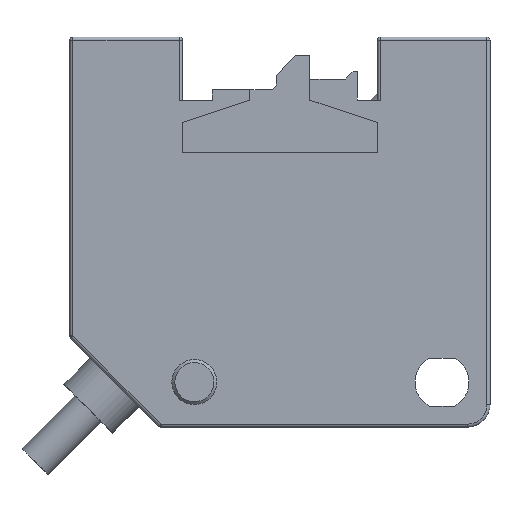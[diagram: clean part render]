
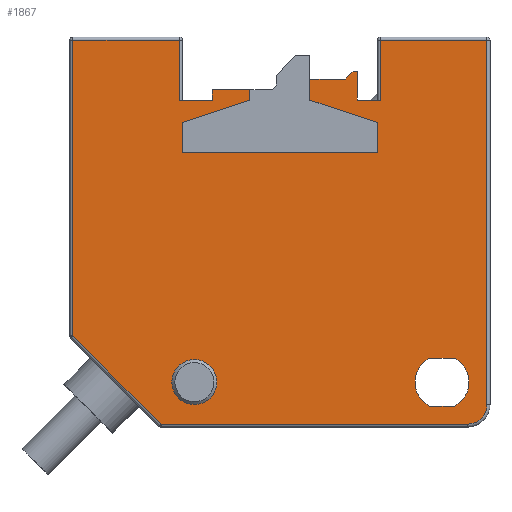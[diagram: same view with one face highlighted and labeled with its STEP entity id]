
A CAD part, front view. The second image highlights one B-rep face of the part: STEP entity #1867.
In plain terms, the highlighted planar face has unit normal (0, -1, 0).
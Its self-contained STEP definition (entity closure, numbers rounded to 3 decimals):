
#64=FACE_BOUND($,#267,.T.);
#65=FACE_BOUND($,#268,.T.);
#66=FACE_BOUND($,#269,.T.);
#67=FACE_BOUND($,#270,.T.);
#81=CIRCLE($,#1984,1.3);
#82=CIRCLE($,#1985,1.5);
#83=CIRCLE($,#1986,1.8);
#84=CIRCLE($,#1987,1.8);
#153=FACE_OUTER_BOUND($,#266,.T.);
#266=EDGE_LOOP($,(#1345,#1346,#1347,#1348,#1349,#1350,#1351,#1352,#1353,
#1354,#1355,#1356,#1357,#1358,#1359,#1360,#1361,#1362,#1363,#1364));
#267=EDGE_LOOP($,(#1365));
#268=EDGE_LOOP($,(#1366,#1367,#1368,#1369));
#269=EDGE_LOOP($,(#1370,#1371,#1372,#1373));
#270=EDGE_LOOP($,(#1374,#1375,#1376,#1377));
#394=LINE($,#2742,#603);
#453=LINE($,#2863,#662);
#454=LINE($,#2866,#663);
#455=LINE($,#2868,#664);
#456=LINE($,#2870,#665);
#457=LINE($,#2872,#666);
#458=LINE($,#2874,#667);
#459=LINE($,#2876,#668);
#460=LINE($,#2880,#669);
#461=LINE($,#2882,#670);
#462=LINE($,#2884,#671);
#463=LINE($,#2886,#672);
#464=LINE($,#2888,#673);
#465=LINE($,#2890,#674);
#466=LINE($,#2892,#675);
#467=LINE($,#2894,#676);
#468=LINE($,#2896,#677);
#469=LINE($,#2898,#678);
#470=LINE($,#2899,#679);
#471=LINE($,#2906,#680);
#472=LINE($,#2909,#681);
#473=LINE($,#2912,#682);
#474=LINE($,#2914,#683);
#475=LINE($,#2916,#684);
#476=LINE($,#2917,#685);
#477=LINE($,#2920,#686);
#478=LINE($,#2922,#687);
#479=LINE($,#2924,#688);
#480=LINE($,#2925,#689);
#603=VECTOR($,#2169,2.5);
#662=VECTOR($,#2250,0.67);
#663=VECTOR($,#2253,2.2);
#664=VECTOR($,#2254,4.);
#665=VECTOR($,#2255,7.1);
#666=VECTOR($,#2256,19.717);
#667=VECTOR($,#2257,8.32);
#668=VECTOR($,#2258,20.417);
#669=VECTOR($,#2261,24.3);
#670=VECTOR($,#2262,7.1);
#671=VECTOR($,#2263,4.);
#672=VECTOR($,#2264,1.55);
#673=VECTOR($,#2265,1.9);
#674=VECTOR($,#2266,0.275);
#675=VECTOR($,#2267,0.725);
#676=VECTOR($,#2268,2.35);
#677=VECTOR($,#2269,4.9);
#678=VECTOR($,#2270,4.);
#679=VECTOR($,#2271,4.17);
#680=VECTOR($,#2276,1.649);
#681=VECTOR($,#2279,1.649);
#682=VECTOR($,#2280,2.539);
#683=VECTOR($,#2281,1.054);
#684=VECTOR($,#2282,2.);
#685=VECTOR($,#2283,2.);
#686=VECTOR($,#2284,2.539);
#687=VECTOR($,#2285,2.);
#688=VECTOR($,#2286,2.);
#689=VECTOR($,#2287,1.054);
#811=VERTEX_POINT($,#2739);
#812=VERTEX_POINT($,#2741);
#863=VERTEX_POINT($,#2861);
#864=VERTEX_POINT($,#2865);
#865=VERTEX_POINT($,#2867);
#866=VERTEX_POINT($,#2869);
#867=VERTEX_POINT($,#2871);
#868=VERTEX_POINT($,#2873);
#869=VERTEX_POINT($,#2875);
#870=VERTEX_POINT($,#2877);
#871=VERTEX_POINT($,#2879);
#872=VERTEX_POINT($,#2881);
#873=VERTEX_POINT($,#2883);
#874=VERTEX_POINT($,#2885);
#875=VERTEX_POINT($,#2887);
#876=VERTEX_POINT($,#2889);
#877=VERTEX_POINT($,#2891);
#878=VERTEX_POINT($,#2893);
#879=VERTEX_POINT($,#2895);
#880=VERTEX_POINT($,#2897);
#881=VERTEX_POINT($,#2900);
#882=VERTEX_POINT($,#2902);
#883=VERTEX_POINT($,#2903);
#884=VERTEX_POINT($,#2905);
#885=VERTEX_POINT($,#2907);
#886=VERTEX_POINT($,#2910);
#887=VERTEX_POINT($,#2911);
#888=VERTEX_POINT($,#2913);
#889=VERTEX_POINT($,#2915);
#890=VERTEX_POINT($,#2918);
#891=VERTEX_POINT($,#2919);
#892=VERTEX_POINT($,#2921);
#893=VERTEX_POINT($,#2923);
#985=EDGE_CURVE($,#811,#812,#394,.T.);
#1047=EDGE_CURVE($,#863,#811,#453,.T.);
#1048=EDGE_CURVE($,#863,#864,#454,.T.);
#1049=EDGE_CURVE($,#864,#865,#455,.T.);
#1050=EDGE_CURVE($,#865,#866,#456,.T.);
#1051=EDGE_CURVE($,#866,#867,#457,.T.);
#1052=EDGE_CURVE($,#867,#868,#458,.T.);
#1053=EDGE_CURVE($,#868,#869,#459,.T.);
#1054=EDGE_CURVE($,#869,#870,#81,.T.);
#1055=EDGE_CURVE($,#870,#871,#460,.T.);
#1056=EDGE_CURVE($,#871,#872,#461,.T.);
#1057=EDGE_CURVE($,#872,#873,#462,.T.);
#1058=EDGE_CURVE($,#873,#874,#463,.T.);
#1059=EDGE_CURVE($,#875,#874,#464,.T.);
#1060=EDGE_CURVE($,#876,#875,#465,.T.);
#1061=EDGE_CURVE($,#877,#876,#466,.T.);
#1062=EDGE_CURVE($,#878,#877,#467,.T.);
#1063=EDGE_CURVE($,#879,#878,#468,.T.);
#1064=EDGE_CURVE($,#879,#880,#469,.T.);
#1065=EDGE_CURVE($,#812,#880,#470,.T.);
#1066=EDGE_CURVE($,#881,#881,#82,.F.);
#1067=EDGE_CURVE($,#882,#883,#83,.T.);
#1068=EDGE_CURVE($,#884,#882,#471,.T.);
#1069=EDGE_CURVE($,#885,#884,#84,.T.);
#1070=EDGE_CURVE($,#883,#885,#472,.T.);
#1071=EDGE_CURVE($,#886,#887,#473,.T.);
#1072=EDGE_CURVE($,#886,#888,#474,.T.);
#1073=EDGE_CURVE($,#888,#889,#475,.T.);
#1074=EDGE_CURVE($,#889,#887,#476,.T.);
#1075=EDGE_CURVE($,#890,#891,#477,.T.);
#1076=EDGE_CURVE($,#890,#892,#478,.T.);
#1077=EDGE_CURVE($,#892,#893,#479,.T.);
#1078=EDGE_CURVE($,#893,#891,#480,.T.);
#1345=ORIENTED_EDGE($,*,*,#1048,.T.);
#1346=ORIENTED_EDGE($,*,*,#1049,.T.);
#1347=ORIENTED_EDGE($,*,*,#1050,.T.);
#1348=ORIENTED_EDGE($,*,*,#1051,.T.);
#1349=ORIENTED_EDGE($,*,*,#1052,.T.);
#1350=ORIENTED_EDGE($,*,*,#1053,.T.);
#1351=ORIENTED_EDGE($,*,*,#1054,.T.);
#1352=ORIENTED_EDGE($,*,*,#1055,.T.);
#1353=ORIENTED_EDGE($,*,*,#1056,.T.);
#1354=ORIENTED_EDGE($,*,*,#1057,.T.);
#1355=ORIENTED_EDGE($,*,*,#1058,.T.);
#1356=ORIENTED_EDGE($,*,*,#1059,.F.);
#1357=ORIENTED_EDGE($,*,*,#1060,.F.);
#1358=ORIENTED_EDGE($,*,*,#1061,.F.);
#1359=ORIENTED_EDGE($,*,*,#1062,.F.);
#1360=ORIENTED_EDGE($,*,*,#1063,.F.);
#1361=ORIENTED_EDGE($,*,*,#1064,.T.);
#1362=ORIENTED_EDGE($,*,*,#1065,.F.);
#1363=ORIENTED_EDGE($,*,*,#985,.F.);
#1364=ORIENTED_EDGE($,*,*,#1047,.F.);
#1365=ORIENTED_EDGE($,*,*,#1066,.T.);
#1366=ORIENTED_EDGE($,*,*,#1067,.F.);
#1367=ORIENTED_EDGE($,*,*,#1068,.F.);
#1368=ORIENTED_EDGE($,*,*,#1069,.F.);
#1369=ORIENTED_EDGE($,*,*,#1070,.F.);
#1370=ORIENTED_EDGE($,*,*,#1071,.F.);
#1371=ORIENTED_EDGE($,*,*,#1072,.T.);
#1372=ORIENTED_EDGE($,*,*,#1073,.T.);
#1373=ORIENTED_EDGE($,*,*,#1074,.T.);
#1374=ORIENTED_EDGE($,*,*,#1075,.F.);
#1375=ORIENTED_EDGE($,*,*,#1076,.T.);
#1376=ORIENTED_EDGE($,*,*,#1077,.T.);
#1377=ORIENTED_EDGE($,*,*,#1078,.T.);
#1803=PLANE($,#1983);
#1867=ADVANCED_FACE($,(#153,#64,#65,#66,#67),#1803,.T.);
#1983=AXIS2_PLACEMENT_3D($,#2864,#2251,#2252);
#1984=AXIS2_PLACEMENT_3D($,#2878,#2259,#2260);
#1985=AXIS2_PLACEMENT_3D($,#2901,#2272,#2273);
#1986=AXIS2_PLACEMENT_3D($,#2904,#2274,#2275);
#1987=AXIS2_PLACEMENT_3D($,#2908,#2277,#2278);
#2169=DIRECTION($,(1.,0.,0.));
#2250=DIRECTION($,(0.,0.,1.));
#2251=DIRECTION('center_axis',(0.,-1.,0.));
#2252=DIRECTION('ref_axis',(0.,0.,-1.));
#2253=DIRECTION($,(-1.,0.,0.));
#2254=DIRECTION($,(0.,0.,1.));
#2255=DIRECTION($,(-1.,0.,0.));
#2256=DIRECTION($,(0.,0.,-1.));
#2257=DIRECTION($,(0.707,0.,-0.707));
#2258=DIRECTION($,(1.,0.,0.));
#2259=DIRECTION('center_axis',(0.,-1.,0.));
#2260=DIRECTION('ref_axis',(0.,0.,-1.));
#2261=DIRECTION($,(0.,0.,1.));
#2262=DIRECTION($,(-1.,0.,0.));
#2263=DIRECTION($,(0.,0.,-1.));
#2264=DIRECTION($,(-1.,0.,0.));
#2265=DIRECTION($,(0.,0.,-1.));
#2266=DIRECTION($,(1.,0.,0.));
#2267=DIRECTION($,(0.724,0.,0.69));
#2268=DIRECTION($,(1.,0.,0.));
#2269=DIRECTION($,(0.,0.,1.));
#2270=DIRECTION($,(-1.,0.,0.));
#2271=DIRECTION($,(0.,0.,-1.));
#2272=DIRECTION('center_axis',(0.,-1.,0.));
#2273=DIRECTION('ref_axis',(0.,0.,-1.));
#2274=DIRECTION('center_axis',(0.,-1.,0.));
#2275=DIRECTION('ref_axis',(0.,0.,-1.));
#2276=DIRECTION($,(-1.,0.,0.));
#2277=DIRECTION('center_axis',(0.,-1.,0.));
#2278=DIRECTION('ref_axis',(0.,0.,-1.));
#2279=DIRECTION($,(1.,0.,0.));
#2280=DIRECTION($,(-0.394,0.,-0.919));
#2281=DIRECTION($,(0.949,0.,-0.316));
#2282=DIRECTION($,(0.,0.,-1.));
#2283=DIRECTION($,(-1.,0.,0.));
#2284=DIRECTION($,(-0.394,0.,0.919));
#2285=DIRECTION($,(-1.,0.,0.));
#2286=DIRECTION($,(0.,0.,1.));
#2287=DIRECTION($,(0.949,0.,0.316));
#2739=CARTESIAN_POINT('',(-4.5,-3.7,-0.53));
#2741=CARTESIAN_POINT('',(-2.,-3.7,-0.53));
#2742=CARTESIAN_POINT($,(-0.5,-3.7,-0.53));
#2861=CARTESIAN_POINT('',(-4.5,-3.7,-1.2));
#2863=CARTESIAN_POINT($,(-4.5,-3.7,-0.53));
#2864=CARTESIAN_POINT('Origin',(-6.5,-3.7,3.));
#2865=CARTESIAN_POINT('',(-6.7,-3.7,-1.2));
#2866=CARTESIAN_POINT($,(6.5,-3.7,-1.2));
#2867=CARTESIAN_POINT('',(-6.7,-3.7,2.8));
#2868=CARTESIAN_POINT($,(-6.7,-3.7,3.));
#2869=CARTESIAN_POINT('',(-13.8,-3.7,2.8));
#2870=CARTESIAN_POINT($,(-14.,-3.7,2.8));
#2871=CARTESIAN_POINT('',(-13.8,-3.7,-16.917));
#2872=CARTESIAN_POINT($,(-13.8,-3.7,-17.));
#2873=CARTESIAN_POINT('',(-7.917,-3.7,-22.8));
#2874=CARTESIAN_POINT($,(-7.859,-3.7,-22.859));
#2875=CARTESIAN_POINT('',(12.5,-3.7,-22.8));
#2876=CARTESIAN_POINT($,(12.5,-3.7,-22.8));
#2877=CARTESIAN_POINT('',(13.8,-3.7,-21.5));
#2878=CARTESIAN_POINT('Origin',(12.5,-3.7,-21.5));
#2879=CARTESIAN_POINT('',(13.8,-3.7,2.8));
#2880=CARTESIAN_POINT($,(13.8,-3.7,3.));
#2881=CARTESIAN_POINT('',(6.7,-3.7,2.8));
#2882=CARTESIAN_POINT($,(6.5,-3.7,2.8));
#2883=CARTESIAN_POINT('',(6.7,-3.7,-1.2));
#2884=CARTESIAN_POINT($,(6.7,-3.7,-1.2));
#2885=CARTESIAN_POINT('',(5.15,-3.7,-1.2));
#2886=CARTESIAN_POINT($,(6.5,-3.7,-1.2));
#2887=CARTESIAN_POINT('',(5.15,-3.7,0.7));
#2888=CARTESIAN_POINT($,(5.15,-3.7,-1.2));
#2889=CARTESIAN_POINT('',(4.875,-3.7,0.7));
#2890=CARTESIAN_POINT($,(5.15,-3.7,0.7));
#2891=CARTESIAN_POINT('',(4.35,-3.7,0.2));
#2892=CARTESIAN_POINT($,(4.875,-3.7,0.7));
#2893=CARTESIAN_POINT('',(2.,-3.7,0.2));
#2894=CARTESIAN_POINT($,(4.35,-3.7,0.2));
#2895=CARTESIAN_POINT('',(2.,-3.7,-4.7));
#2896=CARTESIAN_POINT($,(2.,-3.7,-4.7));
#2897=CARTESIAN_POINT('',(-2.,-3.7,-4.7));
#2898=CARTESIAN_POINT($,(-6.5,-3.7,-4.7));
#2899=CARTESIAN_POINT($,(-2.,-3.7,-4.7));
#2900=CARTESIAN_POINT('',(-5.7,-3.7,-21.5));
#2901=CARTESIAN_POINT('Origin',(-5.7,-3.7,-20.));
#2902=CARTESIAN_POINT('',(9.975,-3.7,-18.4));
#2903=CARTESIAN_POINT('',(9.975,-3.7,-21.6));
#2904=CARTESIAN_POINT('Origin',(10.8,-3.7,-20.));
#2905=CARTESIAN_POINT('',(11.625,-3.7,-18.4));
#2906=CARTESIAN_POINT($,(-6.5,-3.7,-18.4));
#2907=CARTESIAN_POINT('',(11.625,-3.7,-21.6));
#2908=CARTESIAN_POINT('Origin',(10.8,-3.7,-20.));
#2909=CARTESIAN_POINT($,(-6.5,-3.7,-21.6));
#2910=CARTESIAN_POINT('',(5.5,-3.7,-2.367));
#2911=CARTESIAN_POINT('',(4.5,-3.7,-4.7));
#2912=CARTESIAN_POINT($,(4.5,-3.7,-4.7));
#2913=CARTESIAN_POINT('',(6.5,-3.7,-2.7));
#2914=CARTESIAN_POINT($,(-6.91,-3.7,1.77));
#2915=CARTESIAN_POINT('',(6.5,-3.7,-4.7));
#2916=CARTESIAN_POINT($,(6.5,-3.7,3.));
#2917=CARTESIAN_POINT($,(-6.5,-3.7,-4.7));
#2918=CARTESIAN_POINT('',(-4.5,-3.7,-4.7));
#2919=CARTESIAN_POINT('',(-5.5,-3.7,-2.367));
#2920=CARTESIAN_POINT($,(-4.5,-3.7,-4.7));
#2921=CARTESIAN_POINT('',(-6.5,-3.7,-4.7));
#2922=CARTESIAN_POINT($,(-6.5,-3.7,-4.7));
#2923=CARTESIAN_POINT('',(-6.5,-3.7,-2.7));
#2924=CARTESIAN_POINT($,(-6.5,-3.7,3.));
#2925=CARTESIAN_POINT($,(-4.79,-3.7,-2.13));
